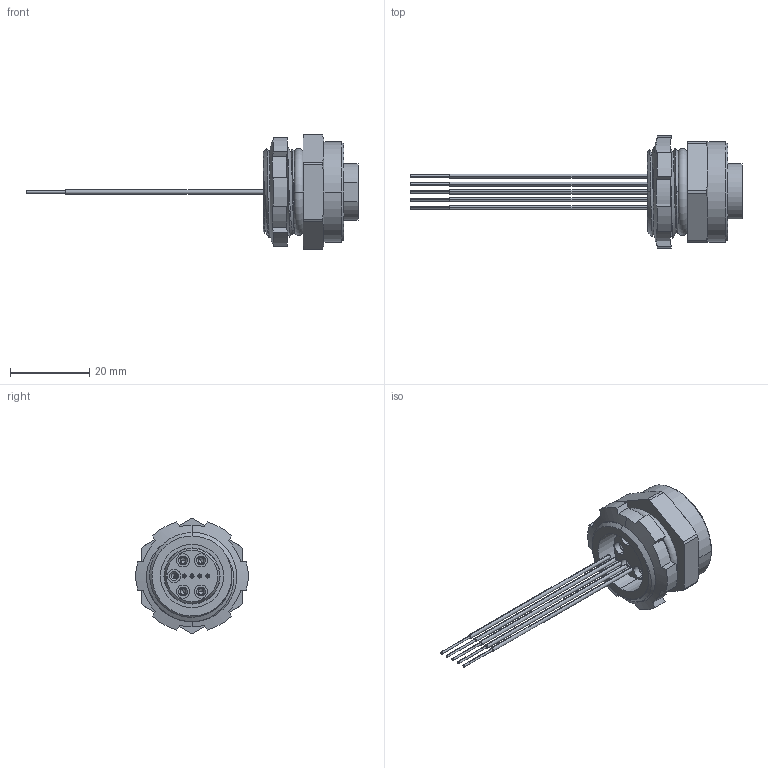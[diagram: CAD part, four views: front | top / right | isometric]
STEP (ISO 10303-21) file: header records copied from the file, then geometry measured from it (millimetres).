
FILE_DESCRIPTION((''),'2;1');
FILE_NAME('250147_SM01_ASM','2026-04-01T09:43:56',('banengservice'),('BANNER ENGINEERING'),'CREO PARAMETRIC BY PTC INC, 2022414','CREO PARAMETRIC BY PTC INC, 2022414','');
FILE_SCHEMA(('CONFIG_CONTROL_DESIGN'));
Length unit declared in the file: millimetre
Products named in the file (2): 250147_EP01; 250147_SM01_ASM
Assembly tree (1 placements, depth 2):
  250147_SM01_ASM
    250147_EP01
Bounding box: 83.95 x 28.35 x 28.85 mm (x, y, z)
Volume: 7781 mm3; surface area: 8446 mm2
Topology: 6 solids, 6 shells, 313 faces, 700 edges, 429 vertices
Faces by surface type: cylinder 144, plane 75, cone 64, torus 18, bspline 12
Entity records: 12895 total; most frequent: CARTESIAN_POINT 5884, DIRECTION 1543, ORIENTED_EDGE 1360, EDGE_CURVE 680, AXIS2_PLACEMENT_3D 649, VERTEX_POINT 429, EDGE_LOOP 363, CIRCLE 345
